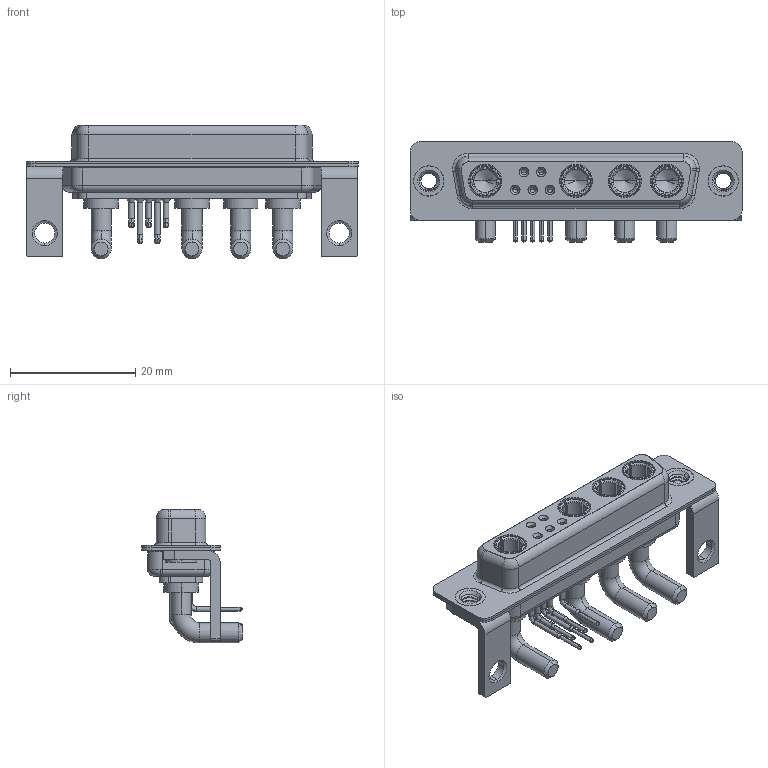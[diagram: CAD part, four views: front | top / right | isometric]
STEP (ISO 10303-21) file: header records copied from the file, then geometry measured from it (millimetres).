
FILE_DESCRIPTION (( 'STEP AP203' ), '1' );
FILE_NAME ('630-9W4-640-3NC.STEP', '2022-06-01T08:28:00', ( '' ), ( '' ), 'SwSTEP 2.0', 'SolidWorks 2020', '' );
FILE_SCHEMA (( 'CONFIG_CONTROL_DESIGN' ));
Length unit declared in the file: millimetre
Products named in the file (9): Power Socket_30A RA; 630Combo Contact Row 2; 630Combo Shell Rear_25 Contacts; 630Combo Stabilizer Bracket; 630Combo Contact Row 1; 630Combo Shell Front_25 Contacts; 630-9W4-640-3NC; 630Combo Threaded Rivet_B; 630Combo Housing_9W4
Assembly tree (16 placements, depth 2):
  630-9W4-640-3NC
    630Combo Housing_9W4
    630Combo Shell Front_25 Contacts
    630Combo Shell Rear_25 Contacts
    630Combo Threaded Rivet_B  x2
    630Combo Stabilizer Bracket  x2
    Power Socket_30A RA  x4
    630Combo Contact Row 1  x2
    630Combo Contact Row 2  x3
Bounding box: 53.05 x 16 x 21.4 mm (x, y, z)
Volume: 4397.3 mm3; surface area: 9506.7 mm2
Topology: 20 solids, 20 shells, 894 faces, 2284 edges, 1450 vertices
Faces by surface type: cylinder 370, plane 278, cone 135, torus 81, bspline 30
Entity records: 17966 total; most frequent: CARTESIAN_POINT 4542, DIRECTION 2750, ORIENTED_EDGE 2476, EDGE_CURVE 1238, AXIS2_PLACEMENT_3D 1123, VERTEX_POINT 789, CIRCLE 613, EDGE_LOOP 575
